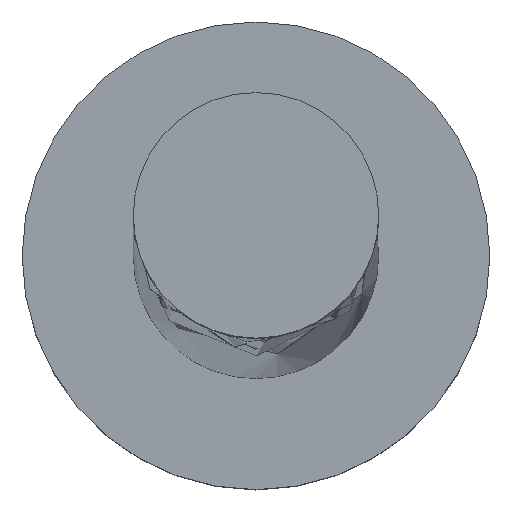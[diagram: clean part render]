
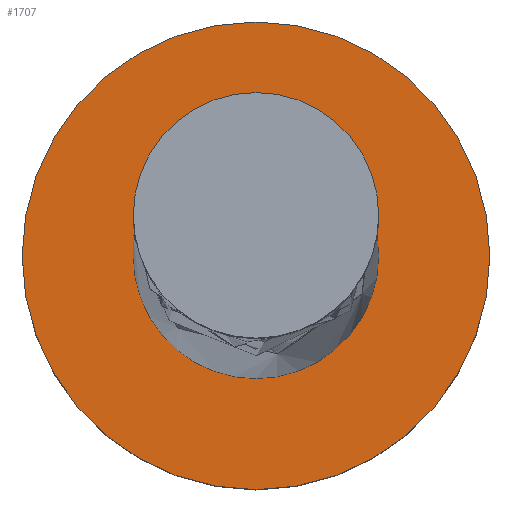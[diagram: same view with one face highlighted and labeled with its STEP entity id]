
A CAD part, top view. The second image highlights one B-rep face of the part: STEP entity #1707.
In plain terms, the highlighted planar face has unit normal (0, 0, 1).
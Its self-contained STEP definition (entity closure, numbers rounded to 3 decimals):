
#231 = PLANE ( 'NONE',  #717 ) ;
#248 = FACE_OUTER_BOUND ( 'NONE', #1181, .T. ) ;
#355 = AXIS2_PLACEMENT_3D ( 'NONE', #529, #551, #410 ) ;
#362 = VERTEX_POINT ( 'NONE', #1482 ) ;
#410 = DIRECTION ( 'NONE',  ( 1., 0., 0. ) ) ;
#435 = EDGE_LOOP ( 'NONE', ( #777, #443 ) ) ;
#443 = ORIENTED_EDGE ( 'NONE', *, *, #848, .F. ) ;
#487 = CARTESIAN_POINT ( 'NONE',  ( 0., 0., 3. ) ) ;
#516 = CARTESIAN_POINT ( 'NONE',  ( 0., 0., 3. ) ) ;
#529 = CARTESIAN_POINT ( 'NONE',  ( 0., 0., 3. ) ) ;
#551 = DIRECTION ( 'NONE',  ( 0., 0., 1. ) ) ;
#560 = DIRECTION ( 'NONE',  ( 0., 0., 1. ) ) ;
#597 = VERTEX_POINT ( 'NONE', #1827 ) ;
#664 = AXIS2_PLACEMENT_3D ( 'NONE', #487, #1066, #1394 ) ;
#680 = FACE_BOUND ( 'NONE', #435, .T. ) ;
#707 = CARTESIAN_POINT ( 'NONE',  ( 0., 0., 3. ) ) ;
#717 = AXIS2_PLACEMENT_3D ( 'NONE', #799, #809, #1687 ) ;
#777 = ORIENTED_EDGE ( 'NONE', *, *, #1430, .F. ) ;
#799 = CARTESIAN_POINT ( 'NONE',  ( 0., 0., 3. ) ) ;
#809 = DIRECTION ( 'NONE',  ( 0., 0., 1. ) ) ;
#840 = CARTESIAN_POINT ( 'NONE',  ( 4., 0., 3. ) ) ;
#848 = EDGE_CURVE ( 'NONE', #1107, #597, #1512, .T. ) ;
#869 = CIRCLE ( 'NONE', #995, 4. ) ;
#881 = VERTEX_POINT ( 'NONE', #840 ) ;
#975 = DIRECTION ( 'NONE',  ( 1., 0., 0. ) ) ;
#995 = AXIS2_PLACEMENT_3D ( 'NONE', #516, #1680, #975 ) ;
#998 = CARTESIAN_POINT ( 'NONE',  ( 2.1, 0., 3. ) ) ;
#1050 = EDGE_CURVE ( 'NONE', #881, #362, #1480, .T. ) ;
#1066 = DIRECTION ( 'NONE',  ( 0., 0., 1. ) ) ;
#1087 = CIRCLE ( 'NONE', #664, 2.1 ) ;
#1107 = VERTEX_POINT ( 'NONE', #998 ) ;
#1136 = ORIENTED_EDGE ( 'NONE', *, *, #1652, .T. ) ;
#1181 = EDGE_LOOP ( 'NONE', ( #1136, #1772 ) ) ;
#1283 = DIRECTION ( 'NONE',  ( 1., 0., 0. ) ) ;
#1322 = AXIS2_PLACEMENT_3D ( 'NONE', #707, #560, #1283 ) ;
#1394 = DIRECTION ( 'NONE',  ( 1., 0., 0. ) ) ;
#1430 = EDGE_CURVE ( 'NONE', #597, #1107, #1087, .T. ) ;
#1480 = CIRCLE ( 'NONE', #1322, 4. ) ;
#1482 = CARTESIAN_POINT ( 'NONE',  ( -4., 0., 3. ) ) ;
#1512 = CIRCLE ( 'NONE', #355, 2.1 ) ;
#1652 = EDGE_CURVE ( 'NONE', #362, #881, #869, .T. ) ;
#1680 = DIRECTION ( 'NONE',  ( 0., 0., 1. ) ) ;
#1687 = DIRECTION ( 'NONE',  ( 1., 0., 0. ) ) ;
#1707 = ADVANCED_FACE ( 'NONE', ( #680, #248 ), #231, .T. ) ;
#1772 = ORIENTED_EDGE ( 'NONE', *, *, #1050, .T. ) ;
#1827 = CARTESIAN_POINT ( 'NONE',  ( -2.1, 0., 3. ) ) ;
